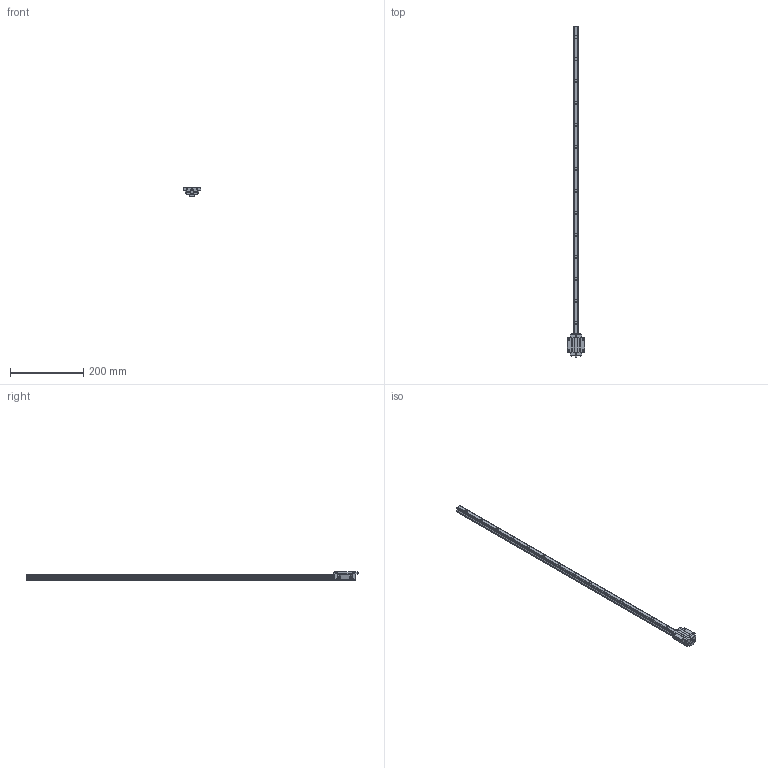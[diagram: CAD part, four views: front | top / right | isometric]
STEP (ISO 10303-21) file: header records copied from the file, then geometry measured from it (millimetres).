
FILE_DESCRIPTION(('no description'),'unknown implementation level');
FILE_NAME('HGW15CC_1_R_900_Z0_H_SS_1.stp',' ',('HIWIN GmbH'),('CADClick - KiM GmbH - www.kimweb.de'),'unknown preprocess','ACIS','unknown authorization');
FILE_SCHEMA(('automotive_design'));
Length unit declared in the file: millimetre
Products named in the file (2): 1; 2
Bounding box: 47 x 906.49 x 24 mm (x, y, z)
Volume: 199591.6 mm3; surface area: 71071.9 mm2
Topology: 2 solids, 6 shells, 686 faces, 1798 edges, 1189 vertices
Faces by surface type: plane 436, cylinder 226, cone 20, sphere 2, torus 2
Entity records: 41443 total; most frequent: CARTESIAN_POINT 4043, STYLED_ITEM 3675, PRESENTATION_STYLE_ASSIGNMENT 3675, COLOUR_RGB 3675, ORIENTED_EDGE 3596, DIRECTION 3477, EDGE_CURVE 1798, CURVE_STYLE 1798
